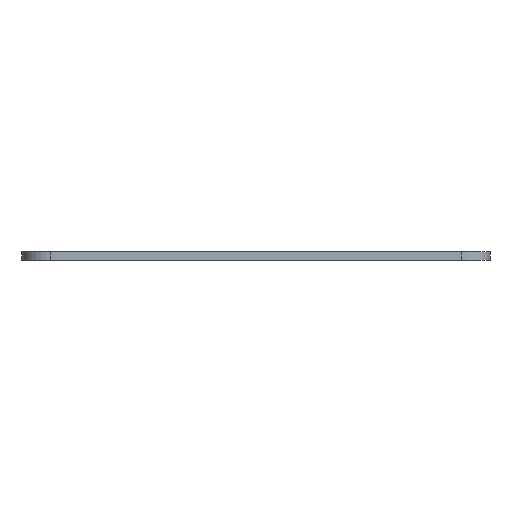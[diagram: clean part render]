
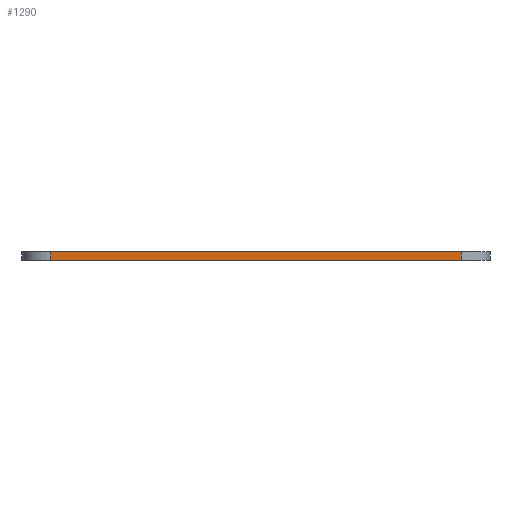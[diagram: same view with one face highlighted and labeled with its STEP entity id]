
A CAD part, left-side view. The second image highlights one B-rep face of the part: STEP entity #1290.
In plain terms, the highlighted planar face has unit normal (-1, 0, 0).
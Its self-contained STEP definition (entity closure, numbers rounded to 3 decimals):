
#142=FACE_OUTER_BOUND('',#217,.T.);
#217=EDGE_LOOP('',(#1035,#1036,#1037,#1038));
#330=LINE('',#1973,#468);
#354=LINE('',#2058,#492);
#355=LINE('',#2061,#493);
#356=LINE('',#2062,#494);
#468=VECTOR('',#1588,10.);
#492=VECTOR('',#1664,10.);
#493=VECTOR('',#1667,10.);
#494=VECTOR('',#1668,10.);
#595=VERTEX_POINT('',#1970);
#596=VERTEX_POINT('',#1972);
#631=VERTEX_POINT('',#2056);
#632=VERTEX_POINT('',#2060);
#744=EDGE_CURVE('',#595,#596,#330,.T.);
#787=EDGE_CURVE('',#631,#595,#354,.T.);
#788=EDGE_CURVE('',#632,#631,#355,.T.);
#789=EDGE_CURVE('',#596,#632,#356,.T.);
#1035=ORIENTED_EDGE('',*,*,#787,.F.);
#1036=ORIENTED_EDGE('',*,*,#788,.F.);
#1037=ORIENTED_EDGE('',*,*,#789,.F.);
#1038=ORIENTED_EDGE('',*,*,#744,.F.);
#1241=PLANE('',#1389);
#1290=ADVANCED_FACE('',(#142),#1241,.T.);
#1389=AXIS2_PLACEMENT_3D('',#2059,#1665,#1666);
#1588=DIRECTION('',(0.,-1.,0.));
#1664=DIRECTION('',(0.,0.,1.));
#1665=DIRECTION('center_axis',(-1.,0.,0.));
#1666=DIRECTION('ref_axis',(0.,-1.,0.));
#1667=DIRECTION('',(0.,1.,0.));
#1668=DIRECTION('',(0.,0.,-1.));
#1970=CARTESIAN_POINT('',(-64.649,35.632,1.5));
#1972=CARTESIAN_POINT('',(-64.649,-36.368,1.5));
#1973=CARTESIAN_POINT('',(-64.649,-41.368,1.5));
#2056=CARTESIAN_POINT('',(-64.649,35.632,0.));
#2058=CARTESIAN_POINT('',(-64.649,35.632,0.));
#2059=CARTESIAN_POINT('Origin',(-64.649,40.632,0.));
#2060=CARTESIAN_POINT('',(-64.649,-36.368,0.));
#2061=CARTESIAN_POINT('',(-64.649,-41.368,0.));
#2062=CARTESIAN_POINT('',(-64.649,-36.368,0.));
